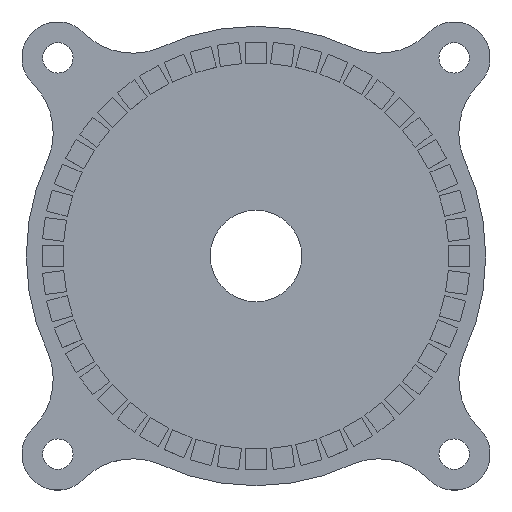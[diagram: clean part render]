
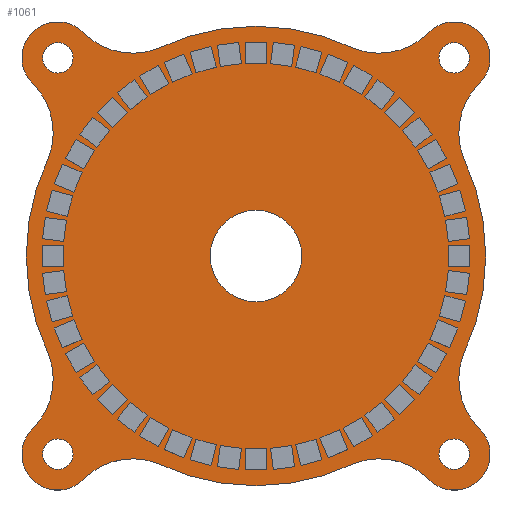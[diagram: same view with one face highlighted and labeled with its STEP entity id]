
A CAD part, top view. The second image highlights one B-rep face of the part: STEP entity #1061.
In plain terms, the highlighted planar face has unit normal (0, 0, 1).
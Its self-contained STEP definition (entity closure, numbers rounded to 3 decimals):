
#336 = VERTEX_POINT('',#337);
#337 = CARTESIAN_POINT('',(-22.,-17.,0.624));
#343 = EDGE_CURVE('',#336,#344,#346,.T.);
#344 = VERTEX_POINT('',#345);
#345 = CARTESIAN_POINT('',(-20.378,-9.773,0.624));
#346 = CIRCLE('',#347,6.775);
#347 = AXIS2_PLACEMENT_3D('',#348,#349,#350);
#348 = CARTESIAN_POINT('',(-26.724,-12.144,0.624));
#349 = DIRECTION('',(0.,0.,1.));
#350 = DIRECTION('',(0.697,-0.717,0.));
#376 = EDGE_CURVE('',#344,#377,#379,.T.);
#377 = VERTEX_POINT('',#378);
#378 = CARTESIAN_POINT('',(-20.378,9.773,0.624));
#379 = CIRCLE('',#380,22.603);
#380 = AXIS2_PLACEMENT_3D('',#381,#382,#383);
#381 = CARTESIAN_POINT('',(0.003,0.,0.624));
#382 = DIRECTION('',(0.,0.,-1.));
#383 = DIRECTION('',(-0.902,-0.432,0.));
#409 = EDGE_CURVE('',#377,#410,#412,.T.);
#410 = VERTEX_POINT('',#411);
#411 = CARTESIAN_POINT('',(-22.,17.,0.624));
#412 = CIRCLE('',#413,6.775);
#413 = AXIS2_PLACEMENT_3D('',#414,#415,#416);
#414 = CARTESIAN_POINT('',(-26.724,12.144,0.624));
#415 = DIRECTION('',(0.,0.,1.));
#416 = DIRECTION('',(0.937,-0.35,0.));
#442 = EDGE_CURVE('',#410,#443,#445,.T.);
#443 = VERTEX_POINT('',#444);
#444 = CARTESIAN_POINT('',(-17.,22.,0.624));
#445 = CIRCLE('',#446,3.536);
#446 = AXIS2_PLACEMENT_3D('',#447,#448,#449);
#447 = CARTESIAN_POINT('',(-19.5,19.5,0.624));
#448 = DIRECTION('',(0.,0.,-1.));
#449 = DIRECTION('',(-0.707,-0.707,0.));
#475 = EDGE_CURVE('',#443,#476,#478,.T.);
#476 = VERTEX_POINT('',#477);
#477 = CARTESIAN_POINT('',(-9.773,20.378,0.624));
#478 = CIRCLE('',#479,6.775);
#479 = AXIS2_PLACEMENT_3D('',#480,#481,#482);
#480 = CARTESIAN_POINT('',(-12.144,26.724,0.624));
#481 = DIRECTION('',(0.,0.,1.));
#482 = DIRECTION('',(-0.717,-0.697,0.));
#508 = EDGE_CURVE('',#476,#509,#511,.T.);
#509 = VERTEX_POINT('',#510);
#510 = CARTESIAN_POINT('',(9.773,20.378,0.624));
#511 = CIRCLE('',#512,22.603);
#512 = AXIS2_PLACEMENT_3D('',#513,#514,#515);
#513 = CARTESIAN_POINT('',(0.,-0.003,0.624));
#514 = DIRECTION('',(0.,0.,-1.));
#515 = DIRECTION('',(-0.432,0.902,0.));
#541 = EDGE_CURVE('',#509,#542,#544,.T.);
#542 = VERTEX_POINT('',#543);
#543 = CARTESIAN_POINT('',(17.,22.,0.624));
#544 = CIRCLE('',#545,6.775);
#545 = AXIS2_PLACEMENT_3D('',#546,#547,#548);
#546 = CARTESIAN_POINT('',(12.144,26.724,0.624));
#547 = DIRECTION('',(0.,0.,1.));
#548 = DIRECTION('',(-0.35,-0.937,0.));
#574 = EDGE_CURVE('',#542,#575,#577,.T.);
#575 = VERTEX_POINT('',#576);
#576 = CARTESIAN_POINT('',(22.,17.,0.624));
#577 = CIRCLE('',#578,3.536);
#578 = AXIS2_PLACEMENT_3D('',#579,#580,#581);
#579 = CARTESIAN_POINT('',(19.5,19.5,0.624));
#580 = DIRECTION('',(0.,0.,-1.));
#581 = DIRECTION('',(-0.707,0.707,0.));
#607 = EDGE_CURVE('',#575,#608,#610,.T.);
#608 = VERTEX_POINT('',#609);
#609 = CARTESIAN_POINT('',(20.378,9.773,0.624));
#610 = CIRCLE('',#611,6.775);
#611 = AXIS2_PLACEMENT_3D('',#612,#613,#614);
#612 = CARTESIAN_POINT('',(26.724,12.144,0.624));
#613 = DIRECTION('',(0.,0.,1.));
#614 = DIRECTION('',(-0.697,0.717,0.));
#640 = EDGE_CURVE('',#608,#641,#643,.T.);
#641 = VERTEX_POINT('',#642);
#642 = CARTESIAN_POINT('',(20.378,-9.773,0.624));
#643 = CIRCLE('',#644,22.603);
#644 = AXIS2_PLACEMENT_3D('',#645,#646,#647);
#645 = CARTESIAN_POINT('',(-0.003,0.,0.624));
#646 = DIRECTION('',(0.,0.,-1.));
#647 = DIRECTION('',(0.902,0.432,0.));
#673 = EDGE_CURVE('',#641,#674,#676,.T.);
#674 = VERTEX_POINT('',#675);
#675 = CARTESIAN_POINT('',(22.,-17.,0.624));
#676 = CIRCLE('',#677,6.775);
#677 = AXIS2_PLACEMENT_3D('',#678,#679,#680);
#678 = CARTESIAN_POINT('',(26.724,-12.144,0.624));
#679 = DIRECTION('',(0.,0.,1.));
#680 = DIRECTION('',(-0.937,0.35,0.));
#706 = EDGE_CURVE('',#674,#707,#709,.T.);
#707 = VERTEX_POINT('',#708);
#708 = CARTESIAN_POINT('',(17.,-22.,0.624));
#709 = CIRCLE('',#710,3.536);
#710 = AXIS2_PLACEMENT_3D('',#711,#712,#713);
#711 = CARTESIAN_POINT('',(19.5,-19.5,0.624));
#712 = DIRECTION('',(0.,0.,-1.));
#713 = DIRECTION('',(0.707,0.707,0.));
#739 = EDGE_CURVE('',#707,#740,#742,.T.);
#740 = VERTEX_POINT('',#741);
#741 = CARTESIAN_POINT('',(9.773,-20.378,0.624));
#742 = CIRCLE('',#743,6.775);
#743 = AXIS2_PLACEMENT_3D('',#744,#745,#746);
#744 = CARTESIAN_POINT('',(12.144,-26.724,0.624));
#745 = DIRECTION('',(0.,0.,1.));
#746 = DIRECTION('',(0.717,0.697,0.));
#772 = EDGE_CURVE('',#740,#773,#775,.T.);
#773 = VERTEX_POINT('',#774);
#774 = CARTESIAN_POINT('',(-9.773,-20.378,0.624));
#775 = CIRCLE('',#776,22.603);
#776 = AXIS2_PLACEMENT_3D('',#777,#778,#779);
#777 = CARTESIAN_POINT('',(0.,0.003,0.624));
#778 = DIRECTION('',(0.,0.,-1.));
#779 = DIRECTION('',(0.432,-0.902,0.));
#805 = EDGE_CURVE('',#773,#806,#808,.T.);
#806 = VERTEX_POINT('',#807);
#807 = CARTESIAN_POINT('',(-17.,-22.,0.624));
#808 = CIRCLE('',#809,6.775);
#809 = AXIS2_PLACEMENT_3D('',#810,#811,#812);
#810 = CARTESIAN_POINT('',(-12.144,-26.724,0.624));
#811 = DIRECTION('',(0.,0.,1.));
#812 = DIRECTION('',(0.35,0.937,0.));
#838 = EDGE_CURVE('',#806,#336,#839,.T.);
#839 = CIRCLE('',#840,3.536);
#840 = AXIS2_PLACEMENT_3D('',#841,#842,#843);
#841 = CARTESIAN_POINT('',(-19.5,-19.5,0.624));
#842 = DIRECTION('',(0.,0.,-1.));
#843 = DIRECTION('',(0.707,-0.707,0.));
#864 = VERTEX_POINT('',#865);
#865 = CARTESIAN_POINT('',(-18.,-19.5,0.624));
#871 = EDGE_CURVE('',#864,#864,#872,.T.);
#872 = CIRCLE('',#873,1.5);
#873 = AXIS2_PLACEMENT_3D('',#874,#875,#876);
#874 = CARTESIAN_POINT('',(-19.5,-19.5,0.624));
#875 = DIRECTION('',(0.,0.,1.));
#876 = DIRECTION('',(1.,0.,0.));
#897 = VERTEX_POINT('',#898);
#898 = CARTESIAN_POINT('',(-18.,19.5,0.624));
#904 = EDGE_CURVE('',#897,#897,#905,.T.);
#905 = CIRCLE('',#906,1.5);
#906 = AXIS2_PLACEMENT_3D('',#907,#908,#909);
#907 = CARTESIAN_POINT('',(-19.5,19.5,0.624));
#908 = DIRECTION('',(0.,0.,1.));
#909 = DIRECTION('',(1.,0.,0.));
#930 = VERTEX_POINT('',#931);
#931 = CARTESIAN_POINT('',(21.,-19.5,0.624));
#937 = EDGE_CURVE('',#930,#930,#938,.T.);
#938 = CIRCLE('',#939,1.5);
#939 = AXIS2_PLACEMENT_3D('',#940,#941,#942);
#940 = CARTESIAN_POINT('',(19.5,-19.5,0.624));
#941 = DIRECTION('',(0.,0.,1.));
#942 = DIRECTION('',(1.,0.,0.));
#963 = VERTEX_POINT('',#964);
#964 = CARTESIAN_POINT('',(4.5,0.,0.624));
#970 = EDGE_CURVE('',#963,#963,#971,.T.);
#971 = CIRCLE('',#972,4.5);
#972 = AXIS2_PLACEMENT_3D('',#973,#974,#975);
#973 = CARTESIAN_POINT('',(0.,0.,0.624));
#974 = DIRECTION('',(0.,0.,1.));
#975 = DIRECTION('',(1.,0.,0.));
#996 = VERTEX_POINT('',#997);
#997 = CARTESIAN_POINT('',(21.,19.5,0.624));
#1003 = EDGE_CURVE('',#996,#996,#1004,.T.);
#1004 = CIRCLE('',#1005,1.5);
#1005 = AXIS2_PLACEMENT_3D('',#1006,#1007,#1008);
#1006 = CARTESIAN_POINT('',(19.5,19.5,0.624));
#1007 = DIRECTION('',(0.,0.,1.));
#1008 = DIRECTION('',(1.,0.,0.));
#1061 = ADVANCED_FACE('',(#1062,#1080,#1083,#1086,#1089,#1092),#1095,.F.
  );
#1062 = FACE_BOUND('',#1063,.F.);
#1063 = EDGE_LOOP('',(#1064,#1065,#1066,#1067,#1068,#1069,#1070,#1071,
    #1072,#1073,#1074,#1075,#1076,#1077,#1078,#1079));
#1064 = ORIENTED_EDGE('',*,*,#343,.T.);
#1065 = ORIENTED_EDGE('',*,*,#376,.T.);
#1066 = ORIENTED_EDGE('',*,*,#409,.T.);
#1067 = ORIENTED_EDGE('',*,*,#442,.T.);
#1068 = ORIENTED_EDGE('',*,*,#475,.T.);
#1069 = ORIENTED_EDGE('',*,*,#508,.T.);
#1070 = ORIENTED_EDGE('',*,*,#541,.T.);
#1071 = ORIENTED_EDGE('',*,*,#574,.T.);
#1072 = ORIENTED_EDGE('',*,*,#607,.T.);
#1073 = ORIENTED_EDGE('',*,*,#640,.T.);
#1074 = ORIENTED_EDGE('',*,*,#673,.T.);
#1075 = ORIENTED_EDGE('',*,*,#706,.T.);
#1076 = ORIENTED_EDGE('',*,*,#739,.T.);
#1077 = ORIENTED_EDGE('',*,*,#772,.T.);
#1078 = ORIENTED_EDGE('',*,*,#805,.T.);
#1079 = ORIENTED_EDGE('',*,*,#838,.T.);
#1080 = FACE_BOUND('',#1081,.F.);
#1081 = EDGE_LOOP('',(#1082));
#1082 = ORIENTED_EDGE('',*,*,#871,.T.);
#1083 = FACE_BOUND('',#1084,.F.);
#1084 = EDGE_LOOP('',(#1085));
#1085 = ORIENTED_EDGE('',*,*,#904,.T.);
#1086 = FACE_BOUND('',#1087,.F.);
#1087 = EDGE_LOOP('',(#1088));
#1088 = ORIENTED_EDGE('',*,*,#937,.T.);
#1089 = FACE_BOUND('',#1090,.F.);
#1090 = EDGE_LOOP('',(#1091));
#1091 = ORIENTED_EDGE('',*,*,#970,.T.);
#1092 = FACE_BOUND('',#1093,.F.);
#1093 = EDGE_LOOP('',(#1094));
#1094 = ORIENTED_EDGE('',*,*,#1003,.T.);
#1095 = PLANE('',#1096);
#1096 = AXIS2_PLACEMENT_3D('',#1097,#1098,#1099);
#1097 = CARTESIAN_POINT('',(-22.,-17.,0.624));
#1098 = DIRECTION('',(0.,0.,-1.));
#1099 = DIRECTION('',(-1.,0.,0.));
